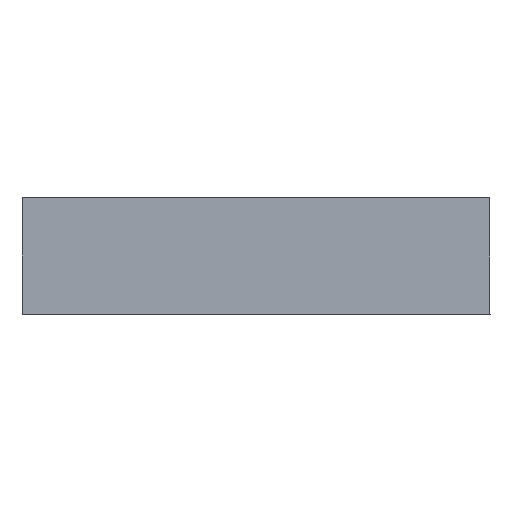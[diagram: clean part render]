
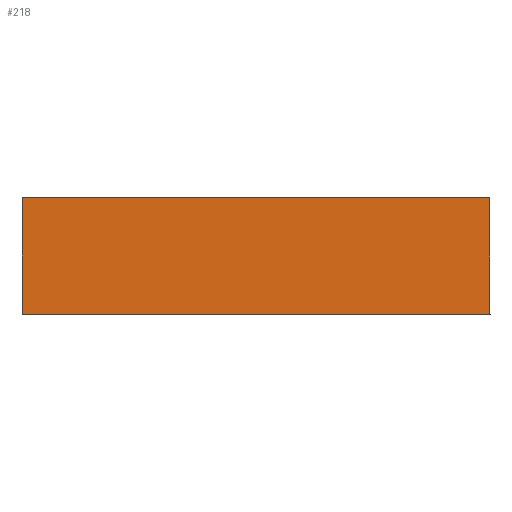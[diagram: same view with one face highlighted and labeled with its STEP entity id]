
A CAD part, left-side view. The second image highlights one B-rep face of the part: STEP entity #218.
In plain terms, the highlighted planar face has unit normal (-1, 0, 0).
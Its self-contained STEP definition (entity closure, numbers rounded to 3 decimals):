
#52=FACE_OUTER_BOUND('',#66,.T.);
#66=EDGE_LOOP('',(#167,#168,#169,#170));
#96=LINE('',#331,#108);
#99=LINE('',#337,#111);
#100=LINE('',#339,#112);
#101=LINE('',#340,#113);
#108=VECTOR('',#264,5.);
#111=VECTOR('',#269,20.);
#112=VECTOR('',#270,5.);
#113=VECTOR('',#271,20.);
#120=VERTEX_POINT('',#328);
#121=VERTEX_POINT('',#330);
#123=VERTEX_POINT('',#336);
#124=VERTEX_POINT('',#338);
#140=EDGE_CURVE('',#120,#121,#96,.T.);
#143=EDGE_CURVE('',#120,#123,#99,.T.);
#144=EDGE_CURVE('',#123,#124,#100,.T.);
#145=EDGE_CURVE('',#121,#124,#101,.T.);
#167=ORIENTED_EDGE('',*,*,#143,.T.);
#168=ORIENTED_EDGE('',*,*,#144,.T.);
#169=ORIENTED_EDGE('',*,*,#145,.F.);
#170=ORIENTED_EDGE('',*,*,#140,.F.);
#212=PLANE('',#234);
#218=ADVANCED_FACE('',(#52),#212,.T.);
#234=AXIS2_PLACEMENT_3D('',#335,#267,#268);
#264=DIRECTION('',(0.,0.,1.));
#267=DIRECTION('center_axis',(-1.,0.,0.));
#268=DIRECTION('ref_axis',(0.,0.,1.));
#269=DIRECTION('',(0.,-1.,0.));
#270=DIRECTION('',(0.,0.,1.));
#271=DIRECTION('',(0.,-1.,0.));
#328=CARTESIAN_POINT('',(-135.,10.,0.));
#330=CARTESIAN_POINT('',(-135.,10.,5.));
#331=CARTESIAN_POINT('',(-135.,10.,0.));
#335=CARTESIAN_POINT('Origin',(-135.,10.,0.));
#336=CARTESIAN_POINT('',(-135.,-10.,0.));
#337=CARTESIAN_POINT('',(-135.,10.,0.));
#338=CARTESIAN_POINT('',(-135.,-10.,5.));
#339=CARTESIAN_POINT('',(-135.,-10.,0.));
#340=CARTESIAN_POINT('',(-135.,10.,5.));
